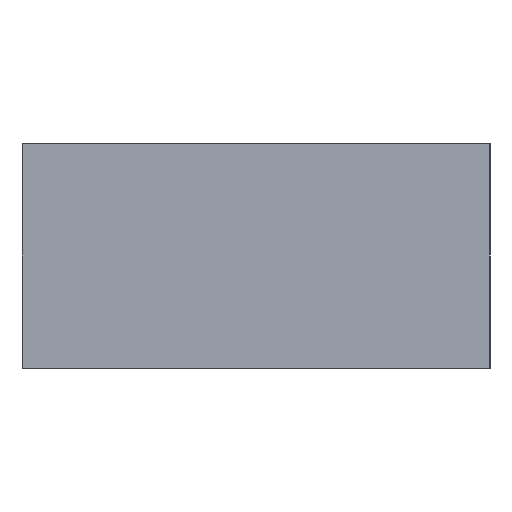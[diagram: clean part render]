
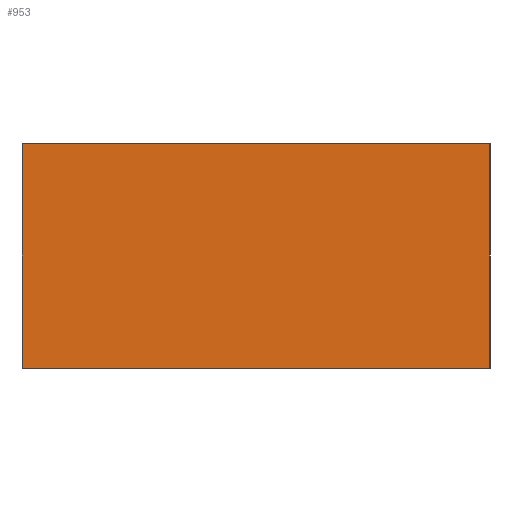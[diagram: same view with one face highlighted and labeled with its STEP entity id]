
A CAD part, left-side view. The second image highlights one B-rep face of the part: STEP entity #953.
In plain terms, the highlighted planar face has unit normal (-1, 0, 0).
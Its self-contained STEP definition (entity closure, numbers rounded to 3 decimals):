
#73 = EDGE_LOOP ( 'NONE', ( #240, #527, #289, #637 ) ) ;
#84 = CARTESIAN_POINT ( 'NONE',  ( 0., 1.25, 0.6 ) ) ;
#112 = LINE ( 'NONE', #425, #146 ) ;
#126 = VECTOR ( 'NONE', #573, 1000. ) ;
#146 = VECTOR ( 'NONE', #735, 1000. ) ;
#169 = FACE_OUTER_BOUND ( 'NONE', #73, .T. ) ;
#172 = CARTESIAN_POINT ( 'NONE',  ( 0., 0., 0. ) ) ;
#209 = VERTEX_POINT ( 'NONE', #806 ) ;
#211 = EDGE_CURVE ( 'NONE', #214, #599, #112, .T. ) ;
#214 = VERTEX_POINT ( 'NONE', #348 ) ;
#240 = ORIENTED_EDGE ( 'NONE', *, *, #331, .T. ) ;
#255 = PLANE ( 'NONE',  #811 ) ;
#269 = LINE ( 'NONE', #575, #652 ) ;
#275 = LINE ( 'NONE', #712, #126 ) ;
#289 = ORIENTED_EDGE ( 'NONE', *, *, #938, .F. ) ;
#296 = VECTOR ( 'NONE', #960, 1000. ) ;
#331 = EDGE_CURVE ( 'NONE', #913, #599, #269, .T. ) ;
#348 = CARTESIAN_POINT ( 'NONE',  ( 0., 1.25, 0. ) ) ;
#382 = EDGE_CURVE ( 'NONE', #209, #913, #876, .T. ) ;
#425 = CARTESIAN_POINT ( 'NONE',  ( 0., 1.25, 0. ) ) ;
#499 = DIRECTION ( 'NONE',  ( 1., 0., 0. ) ) ;
#527 = ORIENTED_EDGE ( 'NONE', *, *, #211, .F. ) ;
#564 = DIRECTION ( 'NONE',  ( 0., 1., 0. ) ) ;
#573 = DIRECTION ( 'NONE',  ( 0., 1., 0. ) ) ;
#575 = CARTESIAN_POINT ( 'NONE',  ( 0., 0., 0.6 ) ) ;
#599 = VERTEX_POINT ( 'NONE', #84 ) ;
#637 = ORIENTED_EDGE ( 'NONE', *, *, #382, .T. ) ;
#652 = VECTOR ( 'NONE', #886, 1000. ) ;
#712 = CARTESIAN_POINT ( 'NONE',  ( 0., 0., 0. ) ) ;
#720 = CARTESIAN_POINT ( 'NONE',  ( 0., 0., 0. ) ) ;
#735 = DIRECTION ( 'NONE',  ( 0., 0., 1. ) ) ;
#806 = CARTESIAN_POINT ( 'NONE',  ( 0., 0., 0. ) ) ;
#811 = AXIS2_PLACEMENT_3D ( 'NONE', #720, #499, #564 ) ;
#876 = LINE ( 'NONE', #172, #296 ) ;
#886 = DIRECTION ( 'NONE',  ( 0., 1., 0. ) ) ;
#913 = VERTEX_POINT ( 'NONE', #975 ) ;
#938 = EDGE_CURVE ( 'NONE', #209, #214, #275, .T. ) ;
#953 = ADVANCED_FACE ( 'NONE', ( #169 ), #255, .F. ) ;
#960 = DIRECTION ( 'NONE',  ( 0., 0., 1. ) ) ;
#975 = CARTESIAN_POINT ( 'NONE',  ( 0., 0., 0.6 ) ) ;
